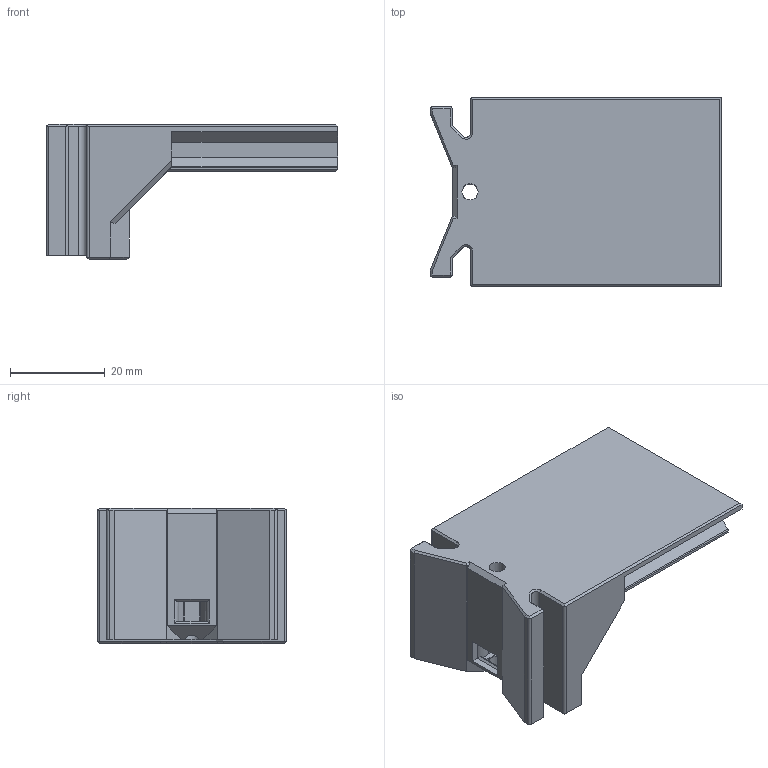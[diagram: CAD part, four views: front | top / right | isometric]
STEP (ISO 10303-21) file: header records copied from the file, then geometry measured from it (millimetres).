
FILE_DESCRIPTION(('FreeCAD Model'),'2;1');
FILE_NAME('Open CASCADE Shape Model','2025-08-13T23:12:53',(''),(''), 'Open CASCADE STEP processor 7.8','FreeCAD','Unknown');
FILE_SCHEMA(('AUTOMOTIVE_DESIGN { 1 0 10303 214 1 1 1 1 }'));
Length unit declared in the file: millimetre
Products named in the file (1): SOLID001
Bounding box: 61.5 x 40 x 28.62 mm (x, y, z)
Volume: 26897.1 mm3; surface area: 10371.9 mm2
Topology: 1 solids, 1 shells, 211 faces, 580 edges, 375 vertices
Faces by surface type: plane 175, cylinder 34, cone 2
Full cylindrical faces by diameter (mm): 3.4 x2
Entity records: 14910 total; most frequent: CARTESIAN_POINT 3283, DIRECTION 2175, LINE 1521, VECTOR 1521, ORIENTED_EDGE 1160, PCURVE 1160, DEFINITIONAL_REPRESENTATION 1160, EDGE_CURVE 580
